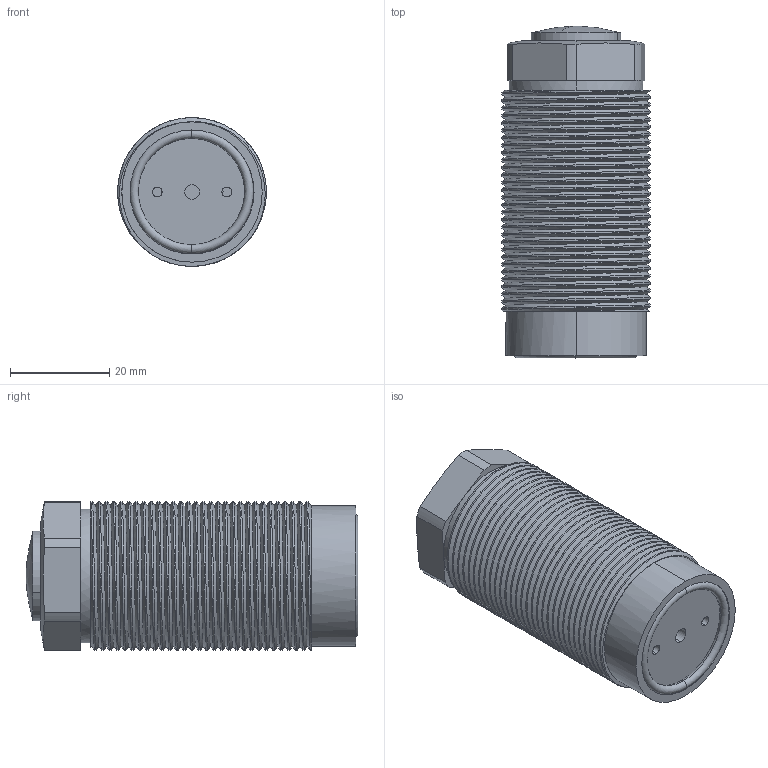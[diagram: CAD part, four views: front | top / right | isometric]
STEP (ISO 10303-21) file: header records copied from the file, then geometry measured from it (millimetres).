
FILE_DESCRIPTION (( 'STEP AP214' ), '1' );
FILE_NAME ('CTC-K030RL.STEP', '2018-10-28T00:57:51', ( '' ), ( '' ), 'SwSTEP 2.0', 'SolidWorks 2016', '' );
FILE_SCHEMA (( 'AUTOMOTIVE_DESIGN' ));
Length unit declared in the file: millimetre
Products named in the file (4): CTC-K030RL(HSG); CTC-K030(0); CTC-K030AL(BT); CTC-K030RL
Assembly tree (3 placements, depth 2):
  CTC-K030RL
    CTC-K030AL(BT)
    CTC-K030(0)
    CTC-K030RL(HSG)
Bounding box: 29.99 x 66.92 x 30 mm (x, y, z)
Volume: 36075.5 mm3; surface area: 19623 mm2
Topology: 3 solids, 3 shells, 125 faces, 328 edges, 214 vertices
Faces by surface type: cylinder 90, plane 25, torus 4, cone 2, bspline 2, sphere 2
Entity records: 7485 total; most frequent: CARTESIAN_POINT 4554, ORIENTED_EDGE 656, DIRECTION 539, EDGE_CURVE 328, AXIS2_PLACEMENT_3D 214, VERTEX_POINT 214, EDGE_LOOP 134, ADVANCED_FACE 125
